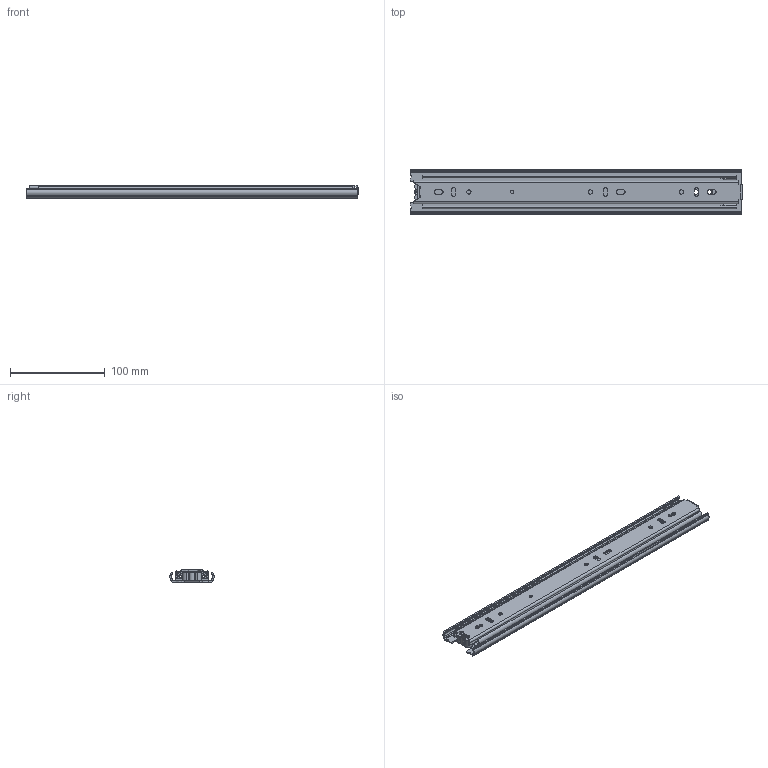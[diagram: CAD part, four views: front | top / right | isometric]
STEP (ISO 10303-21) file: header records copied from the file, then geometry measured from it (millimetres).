
FILE_DESCRIPTION (( 'STEP AP203' ), '1' );
FILE_NAME ('47100-350-Close.STEP', '2023-02-02T00:40:06', ( '' ), ( '' ), 'SwSTEP 2.0', 'SolidWorks 2020', '' );
FILE_SCHEMA (( 'CONFIG_CONTROL_DESIGN' ));
Length unit declared in the file: millimetre
Products named in the file (7): 黑頭; 350內板; 饅頭; 47100-350-Close; 350中板; 350外板; 小鳥
Assembly tree (6 placements, depth 2):
  47100-350-Close
    350外板
    350中板
    350內板
    饅頭
    黑頭
    小鳥
Bounding box: 350.16 x 46.98 x 13 mm (x, y, z)
Volume: 76980.1 mm3; surface area: 107774 mm2
Topology: 6 solids, 6 shells, 549 faces, 1567 edges, 1031 vertices
Faces by surface type: cylinder 314, plane 201, torus 18, bspline 8, cone 6, sphere 2
Entity records: 19424 total; most frequent: CARTESIAN_POINT 3893, DIRECTION 3213, ORIENTED_EDGE 3130, EDGE_CURVE 1565, AXIS2_PLACEMENT_3D 1188, VERTEX_POINT 1030, LINE 837, VECTOR 837
